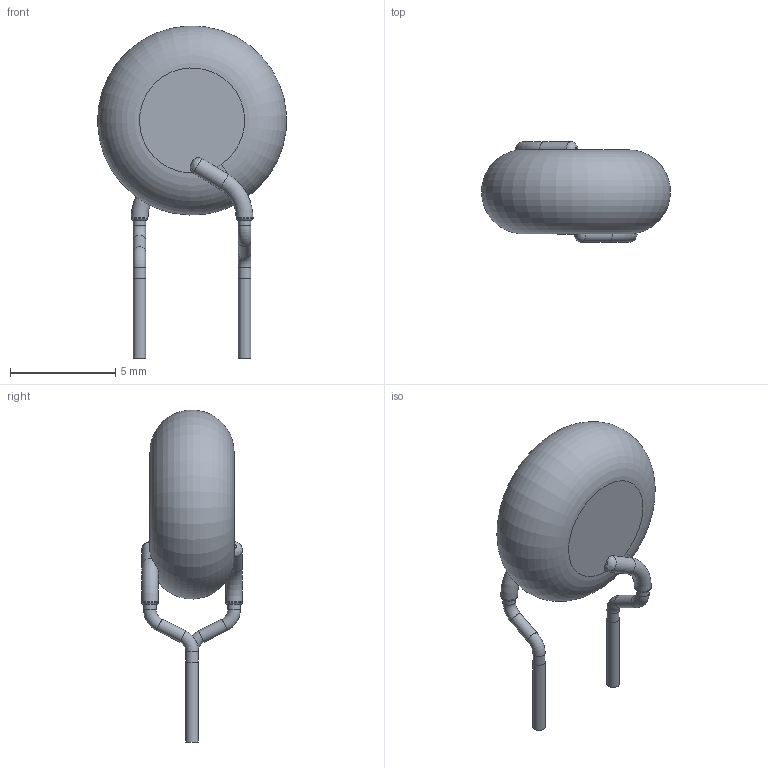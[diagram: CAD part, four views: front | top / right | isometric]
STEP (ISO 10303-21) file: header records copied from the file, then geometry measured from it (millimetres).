
FILE_DESCRIPTION(/* description */ (''),/* implementation_level */ '2;1');
FILE_NAME(/* name */ 'CAPRB_MURATA_DEBF33D472ZN2A.stp',/* time_stamp */ '2015-04-21T09:06:17+02:00',/* author */ ('admchouv'),/* organization */ (''),/* preprocessor_version */ 'ST-DEVELOPER v15.5',/* originating_system */ 'AutoCAD Mechanical',/* authorisation */ '');
FILE_SCHEMA (('AUTOMOTIVE_DESIGN { 1 0 10303 214 3 1 1 }'));
Length unit declared in the file: millimetre
Products named in the file (1): Product
Bounding box: 8.99 x 4.8 x 15.79 mm (x, y, z)
Volume: 218.1 mm3; surface area: 231.8 mm2
Topology: 5 solids, 5 shells, 38 faces, 71 edges, 43 vertices
Faces by surface type: plane 14, cylinder 12, torus 10, bspline 2
Full cylindrical faces by diameter (mm): 0.6 x8, 0.8 x2
Entity records: 899 total; most frequent: CARTESIAN_POINT 216, DIRECTION 146, ORIENTED_EDGE 92, AXIS2_PLACEMENT_3D 70, EDGE_LOOP 56, EDGE_CURVE 46, VERTEX_POINT 38, FACE_OUTER_BOUND 37
